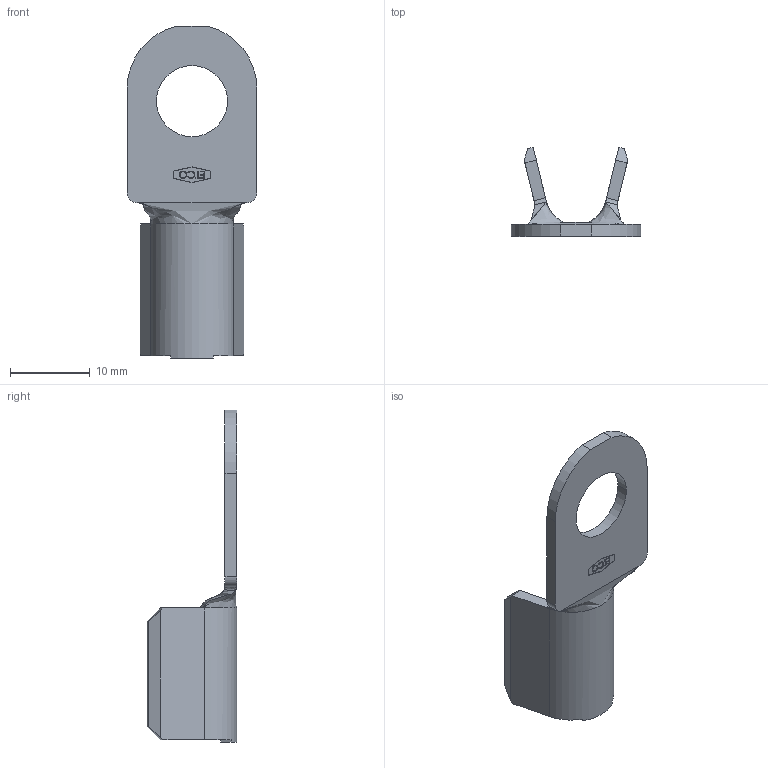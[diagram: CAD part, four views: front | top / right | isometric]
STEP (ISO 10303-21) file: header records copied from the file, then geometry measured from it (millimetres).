
FILE_DESCRIPTION (( 'STEP AP203' ), '1' );
FILE_NAME ('82356.STEP', '2015-02-05T18:16:58', ( '' ), ( '' ), 'SwSTEP 2.0', 'SolidWorks 2014', '' );
FILE_SCHEMA (( 'CONFIG_CONTROL_DESIGN' ));
Length unit declared in the file: inch
Products named in the file (1): 82356
Bounding box: 16.26 x 11.18 x 41.53 mm (x, y, z)
Volume: 1057.2 mm3; surface area: 1698.6 mm2
Topology: 1 solids, 1 shells, 184 faces, 465 edges, 290 vertices
Faces by surface type: plane 123, bspline 25, cylinder 22, cone 14
Entity records: 6847 total; most frequent: CARTESIAN_POINT 2524, ORIENTED_EDGE 930, DIRECTION 775, EDGE_CURVE 465, LINE 359, VECTOR 359, VERTEX_POINT 290, AXIS2_PLACEMENT_3D 208
